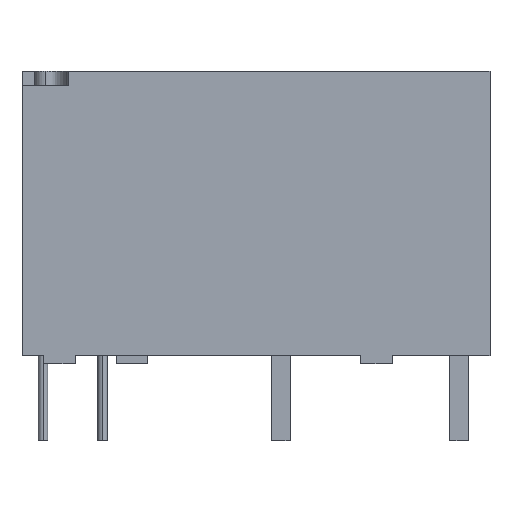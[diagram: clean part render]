
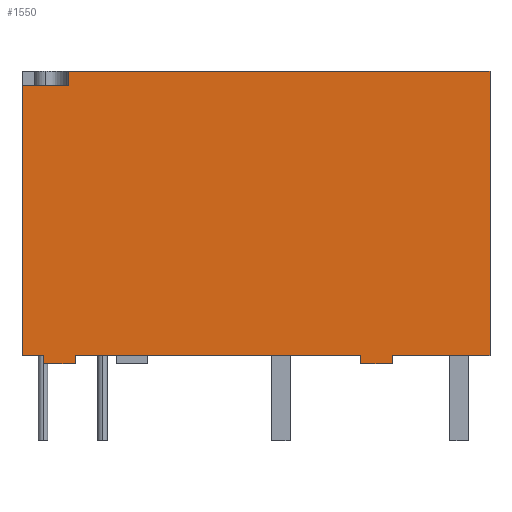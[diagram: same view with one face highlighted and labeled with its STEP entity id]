
A CAD part, top view. The second image highlights one B-rep face of the part: STEP entity #1550.
In plain terms, the highlighted planar face has unit normal (0, 0, 1).
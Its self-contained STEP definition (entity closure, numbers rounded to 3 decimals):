
#1 = ORIENTED_EDGE ( 'NONE', *, *, #1744, .T. ) ;
#8 = VERTEX_POINT ( 'NONE', #125 ) ;
#15 = EDGE_CURVE ( 'NONE', #30, #44, #161, .T. ) ;
#30 = VERTEX_POINT ( 'NONE', #270 ) ;
#42 = ORIENTED_EDGE ( 'NONE', *, *, #129, .F. ) ;
#44 = VERTEX_POINT ( 'NONE', #379 ) ;
#57 = EDGE_CURVE ( 'NONE', #264, #8, #457, .T. ) ;
#63 = CARTESIAN_POINT ( 'NONE',  ( -16.68, 11.9, 3.8 ) ) ;
#85 = LINE ( 'NONE', #86, #87 ) ;
#86 = CARTESIAN_POINT ( 'NONE',  ( -17.755, 0., 3.8 ) ) ;
#87 = VECTOR ( 'NONE', #88, 1000. ) ;
#88 = DIRECTION ( 'NONE',  ( 1., 0., 0. ) ) ;
#90 = CARTESIAN_POINT ( 'NONE',  ( -18.68, 11.9, 3.8 ) ) ;
#125 = CARTESIAN_POINT ( 'NONE',  ( -4.205, 0.35, 3.8 ) ) ;
#129 = EDGE_CURVE ( 'NONE', #44, #1700, #550, .T. ) ;
#136 = CARTESIAN_POINT ( 'NONE',  ( -4.205, 0., 3.8 ) ) ;
#161 = LINE ( 'NONE', #162, #163 ) ;
#162 = CARTESIAN_POINT ( 'NONE',  ( -18.68, 12.5, 3.8 ) ) ;
#163 = VECTOR ( 'NONE', #164, 1000. ) ;
#164 = DIRECTION ( 'NONE',  ( 1., 0., 0. ) ) ;
#171 = LINE ( 'NONE', #172, #173 ) ;
#172 = CARTESIAN_POINT ( 'NONE',  ( -18.68, 0.35, 3.8 ) ) ;
#173 = VECTOR ( 'NONE', #174, 1000. ) ;
#174 = DIRECTION ( 'NONE',  ( 1., 0., 0. ) ) ;
#183 = CARTESIAN_POINT ( 'NONE',  ( -16.405, 0., 3.8 ) ) ;
#245 = ORIENTED_EDGE ( 'NONE', *, *, #557, .F. ) ;
#264 = VERTEX_POINT ( 'NONE', #782 ) ;
#270 = CARTESIAN_POINT ( 'NONE',  ( -16.68, 12.5, 3.8 ) ) ;
#292 = CARTESIAN_POINT ( 'NONE',  ( -18.68, 0.35, 3.8 ) ) ;
#379 = CARTESIAN_POINT ( 'NONE',  ( 1.32, 12.5, 3.8 ) ) ;
#457 = LINE ( 'NONE', #458, #459 ) ;
#458 = CARTESIAN_POINT ( 'NONE',  ( -18.68, 0.35, 3.8 ) ) ;
#459 = VECTOR ( 'NONE', #460, 1000. ) ;
#460 = DIRECTION ( 'NONE',  ( 1., 0., 0. ) ) ;
#473 = CARTESIAN_POINT ( 'NONE',  ( 1.32, 0.35, 3.8 ) ) ;
#487 = LINE ( 'NONE', #488, #489 ) ;
#488 = CARTESIAN_POINT ( 'NONE',  ( -4.205, 0., 3.8 ) ) ;
#489 = VECTOR ( 'NONE', #490, 1000. ) ;
#490 = DIRECTION ( 'NONE',  ( 1., 0., 0. ) ) ;
#550 = LINE ( 'NONE', #551, #552 ) ;
#551 = CARTESIAN_POINT ( 'NONE',  ( 1.32, 12.5, 3.8 ) ) ;
#552 = VECTOR ( 'NONE', #553, 1000. ) ;
#553 = DIRECTION ( 'NONE',  ( 0., -1., 0. ) ) ;
#557 = EDGE_CURVE ( 'NONE', #1367, #30, #987, .T. ) ;
#688 = LINE ( 'NONE', #689, #690 ) ;
#689 = CARTESIAN_POINT ( 'NONE',  ( -16.405, -1.423, 3.8 ) ) ;
#690 = VECTOR ( 'NONE', #691, 1000. ) ;
#691 = DIRECTION ( 'NONE',  ( 0., 1., 0. ) ) ;
#778 = LINE ( 'NONE', #779, #780 ) ;
#779 = CARTESIAN_POINT ( 'NONE',  ( -18.68, 11.9, 3.8 ) ) ;
#780 = VECTOR ( 'NONE', #781, 1000. ) ;
#781 = DIRECTION ( 'NONE',  ( 1., 0., 0. ) ) ;
#782 = CARTESIAN_POINT ( 'NONE',  ( -16.405, 0.35, 3.8 ) ) ;
#783 = LINE ( 'NONE', #784, #785 ) ;
#784 = CARTESIAN_POINT ( 'NONE',  ( -4.205, -1.423, 3.8 ) ) ;
#785 = VECTOR ( 'NONE', #786, 1000. ) ;
#786 = DIRECTION ( 'NONE',  ( 0., 1., 0. ) ) ;
#817 = CARTESIAN_POINT ( 'NONE',  ( -2.855, 0., 3.8 ) ) ;
#872 = LINE ( 'NONE', #873, #874 ) ;
#873 = CARTESIAN_POINT ( 'NONE',  ( -18.68, 12.5, 3.8 ) ) ;
#874 = VECTOR ( 'NONE', #875, 1000. ) ;
#875 = DIRECTION ( 'NONE',  ( 0., -1., 0. ) ) ;
#987 = LINE ( 'NONE', #988, #989 ) ;
#988 = CARTESIAN_POINT ( 'NONE',  ( -16.68, 11.9, 3.8 ) ) ;
#989 = VECTOR ( 'NONE', #995, 1000. ) ;
#992 = VERTEX_POINT ( 'NONE', #1269 ) ;
#993 = ORIENTED_EDGE ( 'NONE', *, *, #1496, .F. ) ;
#995 = DIRECTION ( 'NONE',  ( 0., 1., 0. ) ) ;
#996 = LINE ( 'NONE', #997, #998 ) ;
#997 = CARTESIAN_POINT ( 'NONE',  ( -17.755, -1.423, 3.8 ) ) ;
#998 = VECTOR ( 'NONE', #999, 1000. ) ;
#999 = DIRECTION ( 'NONE',  ( 0., 1., 0. ) ) ;
#1084 = ORIENTED_EDGE ( 'NONE', *, *, #1355, .F. ) ;
#1096 = FACE_OUTER_BOUND ( 'NONE', #1583, .T. ) ;
#1097 = PLANE ( 'NONE',  #1098 ) ;
#1098 = AXIS2_PLACEMENT_3D ( 'NONE', #1099, #1100, #1104 ) ;
#1099 = CARTESIAN_POINT ( 'NONE',  ( -18.68, 12.5, 3.8 ) ) ;
#1100 = DIRECTION ( 'NONE',  ( 0., 0., -1. ) ) ;
#1104 = DIRECTION ( 'NONE',  ( -1., 0., 0. ) ) ;
#1178 = LINE ( 'NONE', #1179, #1180 ) ;
#1179 = CARTESIAN_POINT ( 'NONE',  ( -18.68, 0.35, 3.8 ) ) ;
#1180 = VECTOR ( 'NONE', #1181, 1000. ) ;
#1181 = DIRECTION ( 'NONE',  ( 1., 0., 0. ) ) ;
#1182 = CARTESIAN_POINT ( 'NONE',  ( -17.755, 0., 3.8 ) ) ;
#1261 = CARTESIAN_POINT ( 'NONE',  ( -17.755, 0.35, 3.8 ) ) ;
#1269 = CARTESIAN_POINT ( 'NONE',  ( -2.855, 0.35, 3.8 ) ) ;
#1271 = LINE ( 'NONE', #1272, #1273 ) ;
#1272 = CARTESIAN_POINT ( 'NONE',  ( -2.855, -1.423, 3.8 ) ) ;
#1273 = VECTOR ( 'NONE', #1274, 1000. ) ;
#1274 = DIRECTION ( 'NONE',  ( 0., 1., 0. ) ) ;
#1355 = EDGE_CURVE ( 'NONE', #1382, #8, #783, .T. ) ;
#1367 = VERTEX_POINT ( 'NONE', #63 ) ;
#1368 = VERTEX_POINT ( 'NONE', #90 ) ;
#1377 = ORIENTED_EDGE ( 'NONE', *, *, #1514, .T. ) ;
#1382 = VERTEX_POINT ( 'NONE', #136 ) ;
#1428 = ORIENTED_EDGE ( 'NONE', *, *, #1470, .T. ) ;
#1432 = ORIENTED_EDGE ( 'NONE', *, *, #1663, .T. ) ;
#1470 = EDGE_CURVE ( 'NONE', #1382, #1501, #487, .T. ) ;
#1495 = ORIENTED_EDGE ( 'NONE', *, *, #1539, .F. ) ;
#1496 = EDGE_CURVE ( 'NONE', #1368, #1367, #778, .T. ) ;
#1501 = VERTEX_POINT ( 'NONE', #817 ) ;
#1514 = EDGE_CURVE ( 'NONE', #1368, #1678, #872, .T. ) ;
#1539 = EDGE_CURVE ( 'NONE', #1565, #1589, #996, .T. ) ;
#1550 = ADVANCED_FACE ( 'NONE', ( #1096 ), #1097, .F. ) ;
#1557 = ORIENTED_EDGE ( 'NONE', *, *, #1595, .T. ) ;
#1565 = VERTEX_POINT ( 'NONE', #1182 ) ;
#1583 = EDGE_LOOP ( 'NONE', ( #1641, #245, #993, #1377, #1432, #1495, #1613, #1688, #1735, #1084, #1428, #1557, #1, #42 ) ) ;
#1589 = VERTEX_POINT ( 'NONE', #1261 ) ;
#1595 = EDGE_CURVE ( 'NONE', #1501, #992, #1271, .T. ) ;
#1613 = ORIENTED_EDGE ( 'NONE', *, *, #1651, .T. ) ;
#1641 = ORIENTED_EDGE ( 'NONE', *, *, #15, .F. ) ;
#1651 = EDGE_CURVE ( 'NONE', #1565, #1665, #85, .T. ) ;
#1663 = EDGE_CURVE ( 'NONE', #1678, #1589, #171, .T. ) ;
#1665 = VERTEX_POINT ( 'NONE', #183 ) ;
#1678 = VERTEX_POINT ( 'NONE', #292 ) ;
#1688 = ORIENTED_EDGE ( 'NONE', *, *, #1712, .T. ) ;
#1700 = VERTEX_POINT ( 'NONE', #473 ) ;
#1712 = EDGE_CURVE ( 'NONE', #1665, #264, #688, .T. ) ;
#1735 = ORIENTED_EDGE ( 'NONE', *, *, #57, .T. ) ;
#1744 = EDGE_CURVE ( 'NONE', #992, #1700, #1178, .T. ) ;
